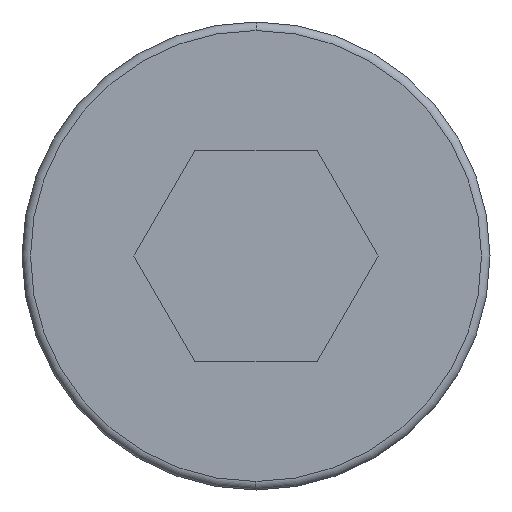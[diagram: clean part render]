
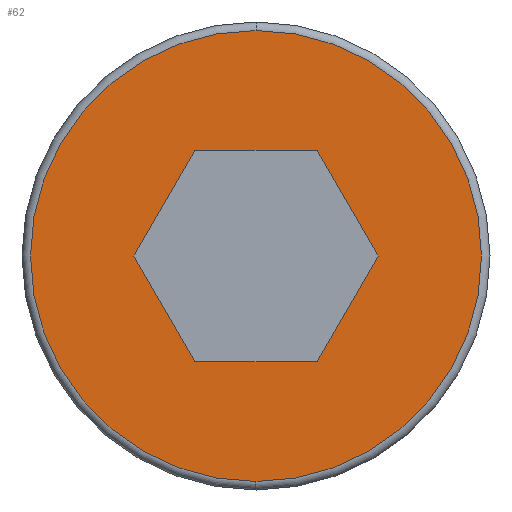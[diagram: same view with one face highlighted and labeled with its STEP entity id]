
A CAD part, left-side view. The second image highlights one B-rep face of the part: STEP entity #62.
In plain terms, the highlighted planar face has unit normal (-1, 0, 0).
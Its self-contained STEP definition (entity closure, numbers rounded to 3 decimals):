
#1 = DIRECTION ( 'NONE',  ( -1., 0., 0. ) ) ;
#31 = ORIENTED_EDGE ( 'NONE', *, *, #459, .F. ) ;
#35 = CARTESIAN_POINT ( 'NONE',  ( 0., -0.718, -1.243 ) ) ;
#62 = ADVANCED_FACE ( 'NONE', ( #349, #456 ), #85, .T. ) ;
#63 = LINE ( 'NONE', #307, #87 ) ;
#70 = CARTESIAN_POINT ( 'NONE',  ( 0., 0.718, -1.243 ) ) ;
#74 = LINE ( 'NONE', #189, #521 ) ;
#85 = PLANE ( 'NONE',  #495 ) ;
#87 = VECTOR ( 'NONE', #309, 1000. ) ;
#88 = LINE ( 'NONE', #234, #451 ) ;
#92 = DIRECTION ( 'NONE',  ( 0., -0.5, 0.866 ) ) ;
#101 = VERTEX_POINT ( 'NONE', #421 ) ;
#102 = AXIS2_PLACEMENT_3D ( 'NONE', #139, #504, #245 ) ;
#104 = EDGE_CURVE ( 'NONE', #384, #266, #140, .T. ) ;
#129 = EDGE_CURVE ( 'NONE', #266, #384, #450, .T. ) ;
#133 = EDGE_CURVE ( 'NONE', #485, #101, #235, .T. ) ;
#135 = ORIENTED_EDGE ( 'NONE', *, *, #457, .F. ) ;
#139 = CARTESIAN_POINT ( 'NONE',  ( 0., 0., 0. ) ) ;
#140 = CIRCLE ( 'NONE', #415, 2.65 ) ;
#165 = ORIENTED_EDGE ( 'NONE', *, *, #591, .F. ) ;
#185 = CARTESIAN_POINT ( 'NONE',  ( 0., 0., -2.65 ) ) ;
#187 = ORIENTED_EDGE ( 'NONE', *, *, #104, .T. ) ;
#189 = CARTESIAN_POINT ( 'NONE',  ( 0., 1.435, 0. ) ) ;
#205 = DIRECTION ( 'NONE',  ( 0., 0., 1. ) ) ;
#221 = ORIENTED_EDGE ( 'NONE', *, *, #133, .F. ) ;
#234 = CARTESIAN_POINT ( 'NONE',  ( 0., -0.718, -1.243 ) ) ;
#235 = LINE ( 'NONE', #518, #510 ) ;
#236 = VERTEX_POINT ( 'NONE', #35 ) ;
#238 = DIRECTION ( 'NONE',  ( 0., 1., 0. ) ) ;
#239 = DIRECTION ( 'NONE',  ( 0., -0.5, -0.866 ) ) ;
#242 = ORIENTED_EDGE ( 'NONE', *, *, #337, .F. ) ;
#244 = CARTESIAN_POINT ( 'NONE',  ( 0., -1.435, 0. ) ) ;
#245 = DIRECTION ( 'NONE',  ( 0., 0., 1. ) ) ;
#266 = VERTEX_POINT ( 'NONE', #185 ) ;
#276 = CARTESIAN_POINT ( 'NONE',  ( 0., 0., 0. ) ) ;
#278 = CARTESIAN_POINT ( 'NONE',  ( 0., 1.435, 0. ) ) ;
#282 = LINE ( 'NONE', #373, #501 ) ;
#284 = CARTESIAN_POINT ( 'NONE',  ( 0., -0.718, 1.243 ) ) ;
#307 = CARTESIAN_POINT ( 'NONE',  ( 0., 0.718, 1.243 ) ) ;
#309 = DIRECTION ( 'NONE',  ( 0., 0.5, -0.866 ) ) ;
#318 = VERTEX_POINT ( 'NONE', #278 ) ;
#326 = VECTOR ( 'NONE', #238, 1000. ) ;
#330 = CARTESIAN_POINT ( 'NONE',  ( 0., 0.718, 1.243 ) ) ;
#337 = EDGE_CURVE ( 'NONE', #608, #236, #282, .T. ) ;
#340 = LINE ( 'NONE', #284, #326 ) ;
#349 = FACE_OUTER_BOUND ( 'NONE', #428, .T. ) ;
#350 = ORIENTED_EDGE ( 'NONE', *, *, #129, .T. ) ;
#352 = VERTEX_POINT ( 'NONE', #330 ) ;
#373 = CARTESIAN_POINT ( 'NONE',  ( 0., 0.718, -1.243 ) ) ;
#376 = CARTESIAN_POINT ( 'NONE',  ( 0., 0., 0. ) ) ;
#384 = VERTEX_POINT ( 'NONE', #466 ) ;
#415 = AXIS2_PLACEMENT_3D ( 'NONE', #376, #1, #205 ) ;
#421 = CARTESIAN_POINT ( 'NONE',  ( 0., -0.718, 1.243 ) ) ;
#428 = EDGE_LOOP ( 'NONE', ( #187, #350 ) ) ;
#435 = ORIENTED_EDGE ( 'NONE', *, *, #437, .F. ) ;
#436 = DIRECTION ( 'NONE',  ( 0., 0.5, 0.866 ) ) ;
#437 = EDGE_CURVE ( 'NONE', #236, #485, #88, .T. ) ;
#450 = CIRCLE ( 'NONE', #102, 2.65 ) ;
#451 = VECTOR ( 'NONE', #92, 1000. ) ;
#456 = FACE_BOUND ( 'NONE', #570, .T. ) ;
#457 = EDGE_CURVE ( 'NONE', #101, #352, #340, .T. ) ;
#459 = EDGE_CURVE ( 'NONE', #318, #608, #74, .T. ) ;
#466 = CARTESIAN_POINT ( 'NONE',  ( 0., 0., 2.65 ) ) ;
#485 = VERTEX_POINT ( 'NONE', #244 ) ;
#495 = AXIS2_PLACEMENT_3D ( 'NONE', #276, #592, #588 ) ;
#501 = VECTOR ( 'NONE', #502, 1000. ) ;
#502 = DIRECTION ( 'NONE',  ( 0., -1., 0. ) ) ;
#504 = DIRECTION ( 'NONE',  ( -1., 0., 0. ) ) ;
#510 = VECTOR ( 'NONE', #436, 1000. ) ;
#518 = CARTESIAN_POINT ( 'NONE',  ( 0., -1.435, 0. ) ) ;
#521 = VECTOR ( 'NONE', #239, 1000. ) ;
#570 = EDGE_LOOP ( 'NONE', ( #221, #435, #242, #31, #165, #135 ) ) ;
#588 = DIRECTION ( 'NONE',  ( 0., 0., 1. ) ) ;
#591 = EDGE_CURVE ( 'NONE', #352, #318, #63, .T. ) ;
#592 = DIRECTION ( 'NONE',  ( -1., 0., 0. ) ) ;
#608 = VERTEX_POINT ( 'NONE', #70 ) ;
